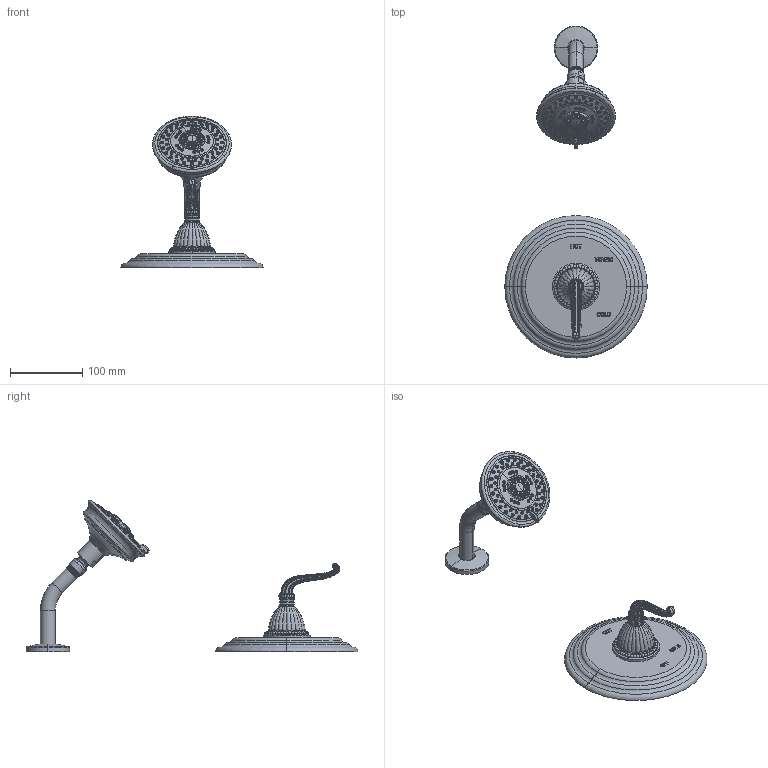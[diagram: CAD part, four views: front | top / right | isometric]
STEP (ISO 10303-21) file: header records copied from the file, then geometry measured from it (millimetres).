
FILE_DESCRIPTION((''),'2;1');
FILE_NAME('3-1094BP','2021-05-26T17:14:54',('jinson.thomas'),(''),'CREO PARAMETRIC BY PTC INC, 2018400','CREO PARAMETRIC BY PTC INC, 2018400','');
FILE_SCHEMA(('CONFIG_CONTROL_DESIGN'));
Length unit declared in the file: inch
Products named in the file (1): 3-1094BP
Bounding box: 196.85 x 458.85 x 209.53 mm (x, y, z)
Volume: 867911.6 mm3; surface area: 127469.4 mm2
Topology: 4 solids, 7 shells, 4377 faces, 11851 edges, 7612 vertices
Faces by surface type: bspline 1636, cylinder 1292, plane 582, torus 357, cone 302, sphere 96, extrusion 80, revolution 32
Entity records: 229630 total; most frequent: CARTESIAN_POINT 138797, ORIENTED_EDGE 23504, EDGE_CURVE 11752, DIRECTION 11524, B_SPLINE_CURVE_WITH_KNOTS 7758, VERTEX_POINT 7610, AXIS2_PLACEMENT_3D 4679, EDGE_LOOP 4614
